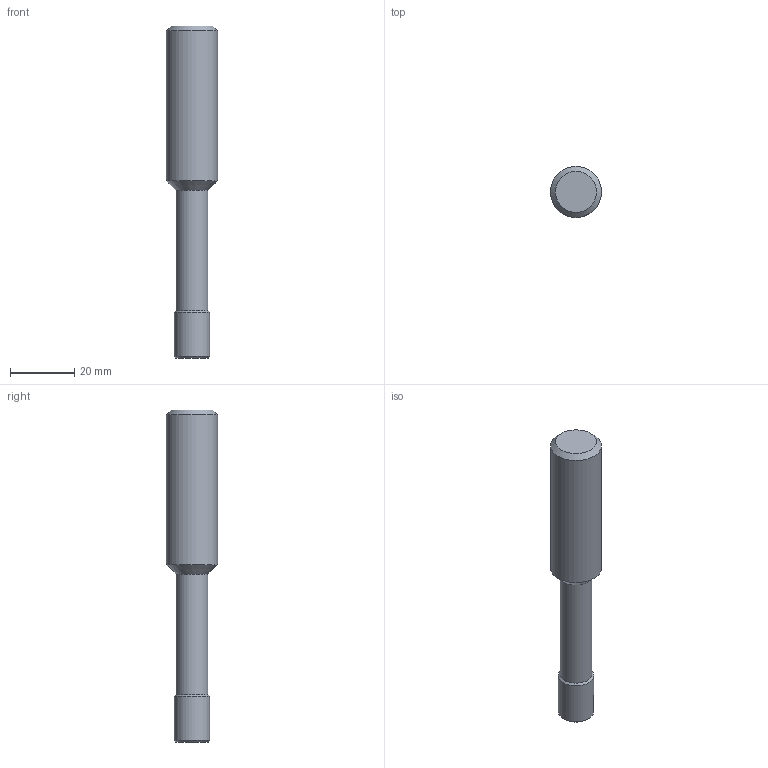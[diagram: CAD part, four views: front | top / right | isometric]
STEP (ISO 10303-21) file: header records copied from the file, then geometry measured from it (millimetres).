
FILE_DESCRIPTION(/* description */ (''),/* implementation_level */ '2;1');
FILE_NAME(/* name */ 'PM07B-06400-0625N1.stp',/* time_stamp */ '2012-04-04T09:44:43+05:00',/* author */ (''),/* organization */ (''),/* preprocessor_version */ 'ST-DEVELOPER v11',/* originating_system */ 'SIEMENS PLM Software NX 7.5',/* authorisation */ '');
FILE_SCHEMA (('AUTOMOTIVE_DESIGN { 1 0 10303 214 1 1 1 1 }'));
Length unit declared in the file: millimetre
Products named in the file (1): inpu617Axptb
Bounding box: 15.88 x 15.88 x 103.2 mm (x, y, z)
Volume: 13511.2 mm3; surface area: 5174.4 mm2
Topology: 2 solids, 2 shells, 14 faces, 22 edges, 13 vertices
Faces by surface type: plane 5, cone 5, cylinder 4
Full cylindrical faces by diameter (mm): 7 x1, 9.8 x1, 11 x1, 15.875 x1
Entity records: 294 total; most frequent: DIRECTION 54, CARTESIAN_POINT 39, AXIS2_PLACEMENT_3D 27, EDGE_LOOP 24, ORIENTED_EDGE 24, FACE_BOUND 20, ADVANCED_FACE 14, VERTEX_POINT 12
